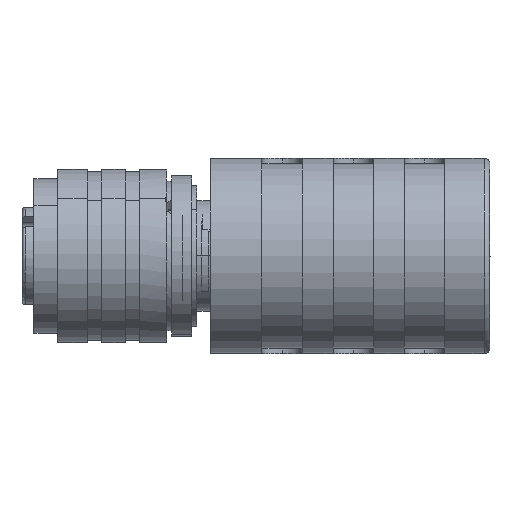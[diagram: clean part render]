
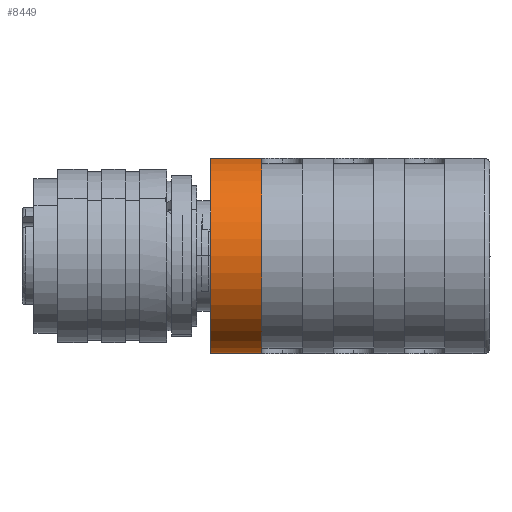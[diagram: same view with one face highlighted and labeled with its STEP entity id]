
A CAD part, top view. The second image highlights one B-rep face of the part: STEP entity #8449.
In plain terms, the highlighted cylindrical face has radius 8.25 mm (diameter 16.5 mm), a partial arc.
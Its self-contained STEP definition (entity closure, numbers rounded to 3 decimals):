
#177=CARTESIAN_POINT('',(15.9,0.,0.));
#178=DIRECTION('',(1.,0.,0.));
#179=DIRECTION('',(0.,1.,0.));
#180=AXIS2_PLACEMENT_3D('',#177,#178,#179);
#210=DIRECTION('',(-1.,0.,0.));
#211=VECTOR('',#210,4.3);
#212=CARTESIAN_POINT('',(20.2,-8.25,0.));
#213=LINE('',#212,#211);
#214=DIRECTION('',(1.,0.,0.));
#215=VECTOR('',#214,4.3);
#216=CARTESIAN_POINT('',(15.9,8.25,0.));
#217=LINE('',#216,#215);
#307=CARTESIAN_POINT('',(20.2,0.,0.));
#308=DIRECTION('',(-1.,0.,0.));
#309=DIRECTION('',(0.,-1.,0.));
#310=AXIS2_PLACEMENT_3D('',#307,#308,#309);
#6738=CARTESIAN_POINT('',(15.9,8.25,0.));
#6739=VERTEX_POINT('',#6738);
#6740=CARTESIAN_POINT('',(20.2,8.25,0.));
#6741=VERTEX_POINT('',#6740);
#6797=CARTESIAN_POINT('',(15.9,-8.25,0.));
#6798=VERTEX_POINT('',#6797);
#6799=CARTESIAN_POINT('',(20.2,-8.25,0.));
#6800=VERTEX_POINT('',#6799);
#8436=CARTESIAN_POINT('',(15.719,0.,0.));
#8437=DIRECTION('',(1.,0.,0.));
#8438=DIRECTION('',(0.,1.,0.));
#8439=AXIS2_PLACEMENT_3D('',#8436,#8437,#8438);
#8440=CYLINDRICAL_SURFACE('',#8439,8.25);
#8442=ORIENTED_EDGE('',*,*,#8441,.T.);
#8443=ORIENTED_EDGE('',*,*,#8418,.F.);
#8444=ORIENTED_EDGE('',*,*,#8120,.T.);
#8446=ORIENTED_EDGE('',*,*,#8445,.F.);
#8447=EDGE_LOOP('',(#8442,#8443,#8444,#8446));
#8448=FACE_OUTER_BOUND('',#8447,.F.);
#181=CIRCLE('',#180,8.25);
#311=CIRCLE('',#310,8.25);
#8120=EDGE_CURVE('',#6739,#6741,#217,.T.);
#8418=EDGE_CURVE('',#6739,#6798,#181,.T.);
#8441=EDGE_CURVE('',#6800,#6798,#213,.T.);
#8445=EDGE_CURVE('',#6800,#6741,#311,.T.);
#8449=ADVANCED_FACE('',(#8448),#8440,.T.);
